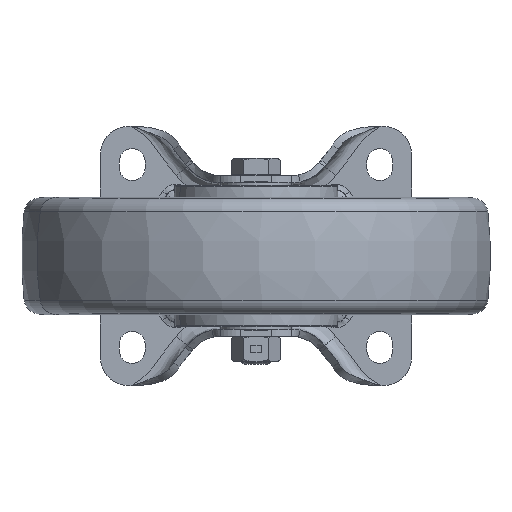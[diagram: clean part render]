
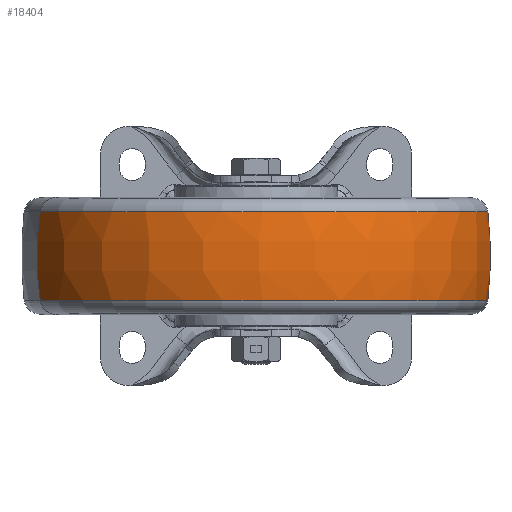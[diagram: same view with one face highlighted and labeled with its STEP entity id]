
A CAD part, front view. The second image highlights one B-rep face of the part: STEP entity #18404.
In plain terms, the highlighted toroidal (fillet/blend) face has major radius 10 mm and minor radius 110 mm.
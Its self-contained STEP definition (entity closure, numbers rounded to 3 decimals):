
#1527 = DIRECTION ( 'NONE',  ( 0., 0., -1. ) ) ;
#3030 = DIRECTION ( 'NONE',  ( -0.367, 0.93, 0. ) ) ;
#3349 = DIRECTION ( 'NONE',  ( 0.93, 0.367, 0. ) ) ;
#4148 = CIRCLE ( 'NONE', #19840, 98.372 ) ;
#4234 = VERTEX_POINT ( 'NONE', #22542 ) ;
#5906 = DIRECTION ( 'NONE',  ( -0.93, -0.367, 0. ) ) ;
#6193 = CIRCLE ( 'NONE', #10827, 98.372 ) ;
#6949 = FACE_OUTER_BOUND ( 'NONE', #26948, .T. ) ;
#7043 = ORIENTED_EDGE ( 'NONE', *, *, #19127, .T. ) ;
#8283 = ORIENTED_EDGE ( 'NONE', *, *, #24007, .F. ) ;
#8373 = AXIS2_PLACEMENT_3D ( 'NONE', #33859, #33693, #27855 ) ;
#8482 = CARTESIAN_POINT ( 'NONE',  ( -91.512, -171.093, 436.685 ) ) ;
#9116 = CARTESIAN_POINT ( 'NONE',  ( 0., -135., 474.392 ) ) ;
#9667 = CARTESIAN_POINT ( 'NONE',  ( 0., -135., 455.538 ) ) ;
#9963 = AXIS2_PLACEMENT_3D ( 'NONE', #9667, #1527, #31925 ) ;
#10827 = AXIS2_PLACEMENT_3D ( 'NONE', #9116, #14785, #3349 ) ;
#12178 = ORIENTED_EDGE ( 'NONE', *, *, #21731, .F. ) ;
#12402 = CARTESIAN_POINT ( 'NONE',  ( 91.512, -98.907, 436.685 ) ) ;
#13822 = CARTESIAN_POINT ( 'NONE',  ( 91.512, -98.907, 474.392 ) ) ;
#14596 = VERTEX_POINT ( 'NONE', #8482 ) ;
#14785 = DIRECTION ( 'NONE',  ( 0., 0., -1. ) ) ;
#18404 = ADVANCED_FACE ( 'NONE', ( #6949 ), #24551, .T. ) ;
#19127 = EDGE_CURVE ( 'NONE', #35241, #4234, #6193, .T. ) ;
#19787 = CARTESIAN_POINT ( 'NONE',  ( 0., -135., 436.685 ) ) ;
#19840 = AXIS2_PLACEMENT_3D ( 'NONE', #19787, #22877, #34001 ) ;
#20043 = CIRCLE ( 'NONE', #8373, 110. ) ;
#21291 = ORIENTED_EDGE ( 'NONE', *, *, #24929, .T. ) ;
#21715 = CIRCLE ( 'NONE', #26973, 110. ) ;
#21731 = EDGE_CURVE ( 'NONE', #34910, #14596, #4148, .T. ) ;
#22542 = CARTESIAN_POINT ( 'NONE',  ( -91.512, -171.093, 474.392 ) ) ;
#22693 = CARTESIAN_POINT ( 'NONE',  ( -9.303, -138.669, 455.538 ) ) ;
#22877 = DIRECTION ( 'NONE',  ( 0., 0., -1. ) ) ;
#24007 = EDGE_CURVE ( 'NONE', #35241, #34910, #21715, .T. ) ;
#24551 = TOROIDAL_SURFACE ( 'NONE', #9963, -10., 110. ) ;
#24929 = EDGE_CURVE ( 'NONE', #4234, #14596, #20043, .T. ) ;
#26948 = EDGE_LOOP ( 'NONE', ( #7043, #21291, #12178, #8283 ) ) ;
#26973 = AXIS2_PLACEMENT_3D ( 'NONE', #22693, #3030, #5906 ) ;
#27855 = DIRECTION ( 'NONE',  ( 0.93, 0.367, 0. ) ) ;
#31925 = DIRECTION ( 'NONE',  ( 0.93, 0.367, 0. ) ) ;
#33693 = DIRECTION ( 'NONE',  ( 0.367, -0.93, 0. ) ) ;
#33859 = CARTESIAN_POINT ( 'NONE',  ( 9.303, -131.331, 455.538 ) ) ;
#34001 = DIRECTION ( 'NONE',  ( 0.93, 0.367, 0. ) ) ;
#34910 = VERTEX_POINT ( 'NONE', #12402 ) ;
#35241 = VERTEX_POINT ( 'NONE', #13822 ) ;
